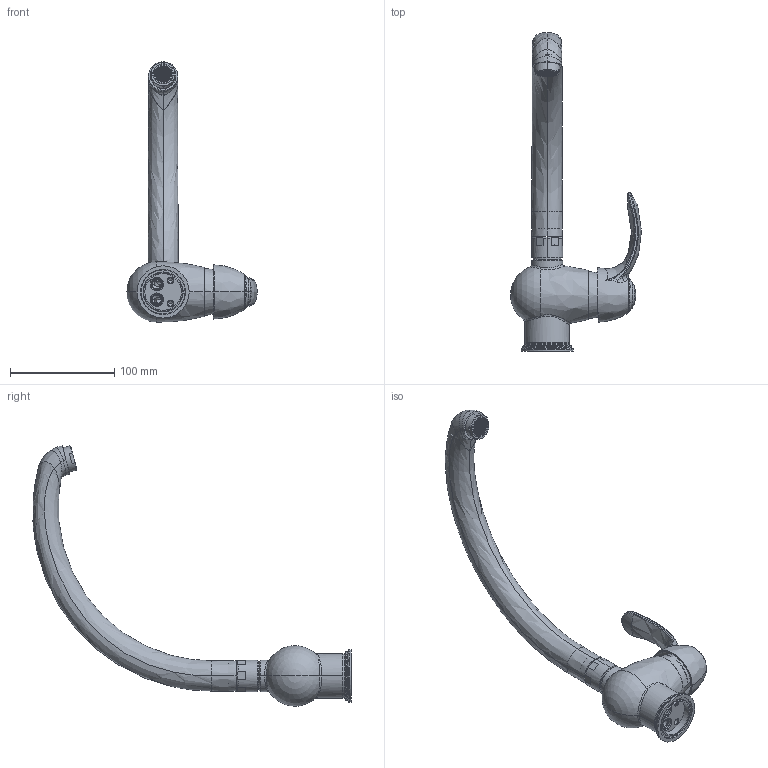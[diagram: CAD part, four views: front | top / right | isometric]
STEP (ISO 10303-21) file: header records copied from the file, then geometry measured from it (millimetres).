
FILE_DESCRIPTION((''),'2;1');
FILE_NAME('FA181CR','2021-11-10T09:11:13',('ut3'),('PAFFONI SpA'),'CREO PARAMETRIC BY PTC INC, 2020044','CREO PARAMETRIC BY PTC INC, 2020044','');
FILE_SCHEMA(('CONFIG_CONTROL_DESIGN','SHAPE_APPEARANCE_LAYERS_GROUPS'));
Length unit declared in the file: millimetre
Products named in the file (1): FA181CR
Bounding box: 125.41 x 304.82 x 249.47 mm (x, y, z)
Volume: 249187.7 mm3; surface area: 139155.2 mm2
Topology: 3 solids, 3 shells, 2706 faces, 8092 edges, 5250 vertices
Faces by surface type: plane 2042, cylinder 337, torus 117, cone 105, bspline 85, sphere 20
Entity records: 112043 total; most frequent: CARTESIAN_POINT 28017, ORIENTED_EDGE 16120, DIRECTION 14731, EDGE_CURVE 8060, VECTOR 5253, LINE 5253, VERTEX_POINT 5250, AXIS2_PLACEMENT_3D 4739
